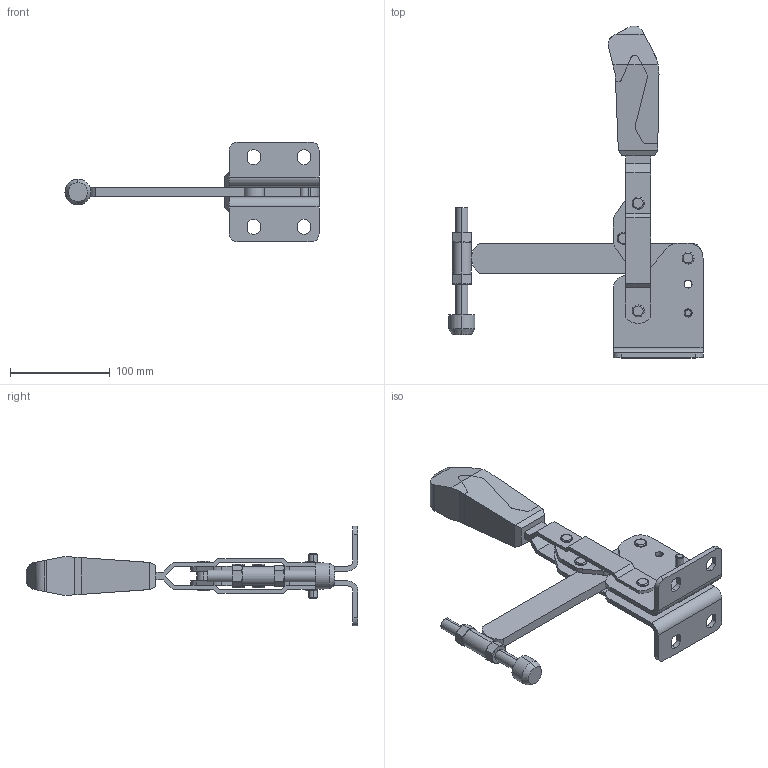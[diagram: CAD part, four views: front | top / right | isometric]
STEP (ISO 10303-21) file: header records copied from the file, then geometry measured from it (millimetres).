
FILE_DESCRIPTION(('STEP AP214'),'1');
FILE_NAME('HALDERN_EH_23330_0207.stp','2020-02-17T07:50:19',('TraceParts'),('TraceParts S.A.'),'Spatial InterOp 3D',' ',' ');
FILE_SCHEMA(('AUTOMOTIVE_DESIGN { 1 0 10303 214 1 1 1 1 }'));
Length unit declared in the file: millimetre
Products named in the file (1): HALDERN_EH_23330_0207_1
Bounding box: 254.5 x 332.5 x 100 mm (x, y, z)
Volume: 453945.7 mm3; surface area: 139148.9 mm2
Topology: 7 solids, 8 shells, 351 faces, 868 edges, 554 vertices
Faces by surface type: plane 140, cylinder 139, cone 52, torus 20
Entity records: 13897 total; most frequent: CARTESIAN_POINT 2542, DIRECTION 1814, ORIENTED_EDGE 1736, EDGE_CURVE 868, AXIS2_PLACEMENT_3D 682, VERTEX_POINT 554, LINE 450, VECTOR 450
